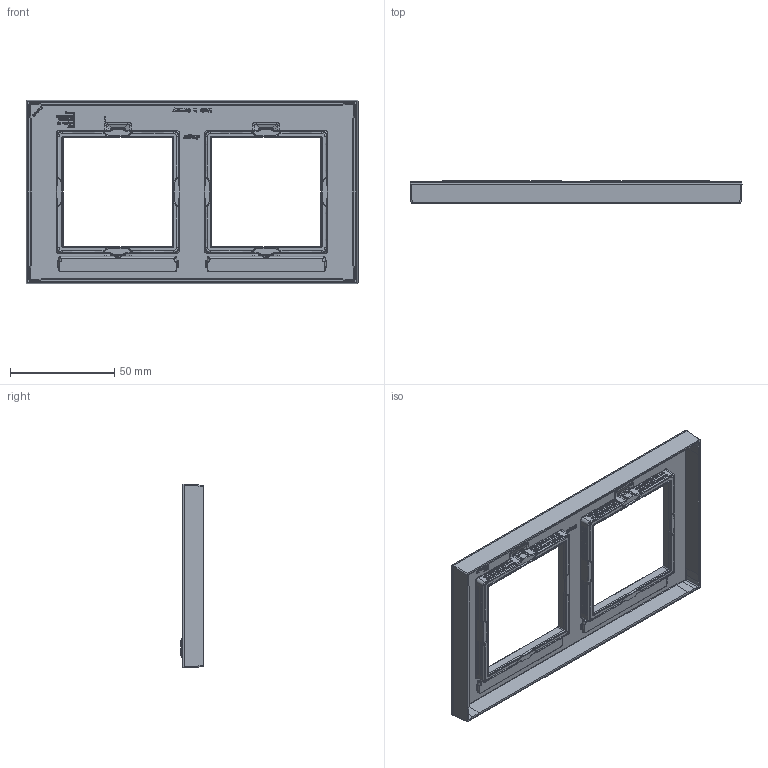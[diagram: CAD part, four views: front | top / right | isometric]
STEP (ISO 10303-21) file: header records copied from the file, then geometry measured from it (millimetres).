
FILE_DESCRIPTION((''),'2;1');
FILE_NAME('WAD8202XX_GEN_ASM','2025-11-03T12:00:29',('dembskd'),(''),'CREO PARAMETRIC BY PTC INC, 2025010','CREO PARAMETRIC BY PTC INC, 2025010','');
FILE_SCHEMA(('CONFIG_CONTROL_DESIGN','SHAPE_APPEARANCE_LAYERS_GROUPS'));
Products named in the file (7): W4GXXXX; W3A0391_GEN; W2A0586_00__ASM; W1A2343_GEN; W1Z0186_00; W2A2343_99_ASM; WAD8202XX_GEN_ASM
Assembly tree (7 placements, depth 3):
  WAD8202XX_GEN_ASM
    W4GXXXX
    W2A0586_00__ASM
      W3A0391_GEN
    W2A2343_99_ASM  x2
      W1A2343_GEN
      W1Z0186_00
Bounding box: 159 x 10.7 x 88 mm (x, y, z)
Volume: 24862.8 mm3; surface area: 35311.9 mm2
Topology: 5 solids, 5 shells, 3109 faces, 8246 edges, 5300 vertices
Faces by surface type: plane 1381, extrusion 790, cylinder 486, bspline 300, sphere 88, torus 36, cone 20, revolution 8
Entity records: 137822 total; most frequent: CARTESIAN_POINT 46702, ORIENTED_EDGE 15578, DIRECTION 11075, EDGE_CURVE 7789, VECTOR 5545, VERTEX_POINT 5030, LINE 4755, PRESENTATION_STYLE_ASSIGNMENT 3948
